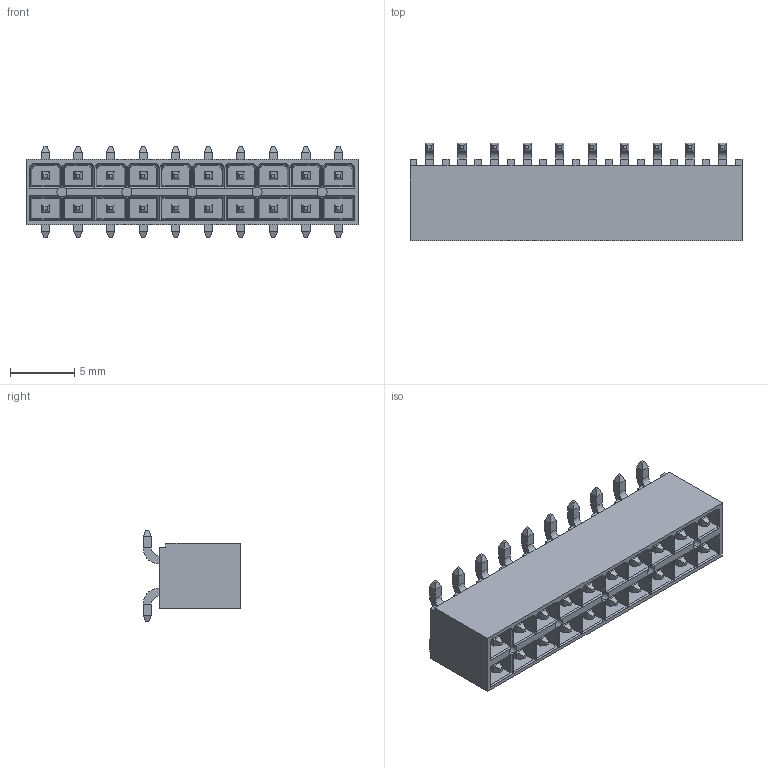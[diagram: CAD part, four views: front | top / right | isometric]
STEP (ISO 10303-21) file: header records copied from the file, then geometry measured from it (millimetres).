
FILE_DESCRIPTION( ('This file contains a STEP AP42 implementation' ,'as created by ZW3D STEP Interface translator.') ,'2;1' );
FILE_NAME( '3600-PXXX-063MXXT01.stp' ,'23 323.162218', (''), ('ZWCAD Software Co.'), 'Version 1.0', 'ZW3D to STEP translator', '' );
FILE_SCHEMA(('AUTOMOTIVE_DESIGN { 1 0 10303 214 1 1 1 1 }'));
Length unit declared in the file: millimetre
Products named in the file (2): 0; 3600-PXXX-063MXXT01
Bounding box: 25.91 x 7.62 x 7.16 mm (x, y, z)
Volume: 527.6 mm3; surface area: 1707.7 mm2
Topology: 1 solids, 1 shells, 1021 faces, 2400 edges, 1443 vertices
Faces by surface type: plane 876, bspline 74, cylinder 71
Full cylindrical faces by diameter (mm): 0.78 x5
Entity records: 29628 total; most frequent: CARTESIAN_POINT 5569, ORIENTED_EDGE 4800, DIRECTION 4416, EDGE_CURVE 2400, VECTOR 2172, LINE 2172, VERTEX_POINT 1443, AXIS2_PLACEMENT_3D 1122
